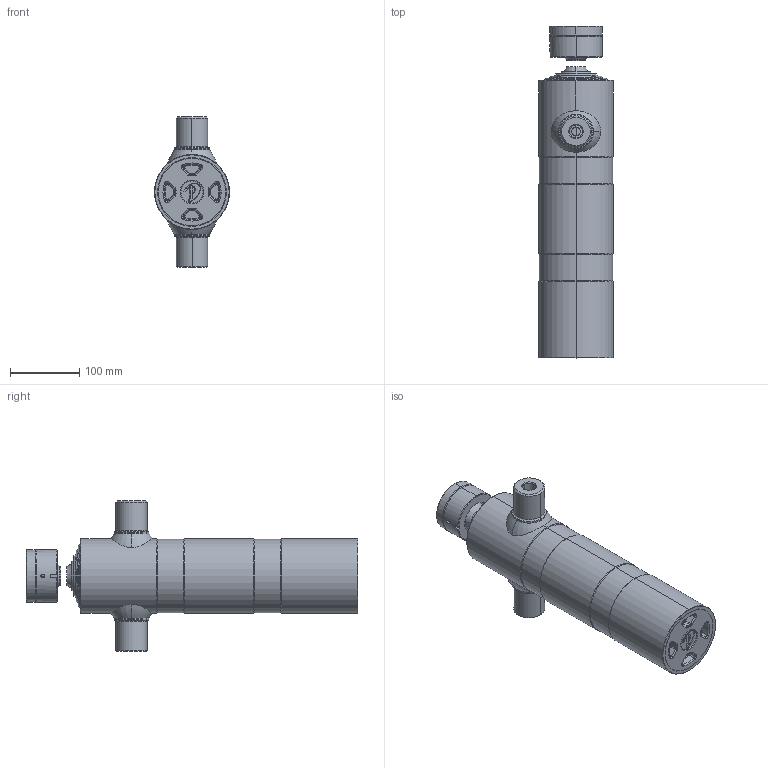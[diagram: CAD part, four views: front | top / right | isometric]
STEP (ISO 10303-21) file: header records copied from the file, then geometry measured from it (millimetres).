
FILE_DESCRIPTION (( 'STEP AP203' ), '1' );
FILE_NAME ('445.BGHRZ.STEP', '2020-09-29T09:20:57', ( '' ), ( '' ), 'SwSTEP 2.0', 'SolidWorks 2019', '' );
FILE_SCHEMA (( 'CONFIG_CONTROL_DESIGN' ));
Length unit declared in the file: millimetre
Products named in the file (1): 445.BGHRZ
Bounding box: 108 x 478 x 217 mm (x, y, z)
Surface area: 502506.8 mm2 (no closed solid volume)
Topology: 0 solids, 19 shells, 280 faces, 723 edges, 452 vertices
Faces by surface type: cone 81, cylinder 78, torus 75, plane 36, bspline 8, sphere 2
Entity records: 10163 total; most frequent: CARTESIAN_POINT 3237, DIRECTION 1623, ORIENTED_EDGE 1260, EDGE_CURVE 717, AXIS2_PLACEMENT_3D 697, VERTEX_POINT 449, CIRCLE 424, EDGE_LOOP 297
